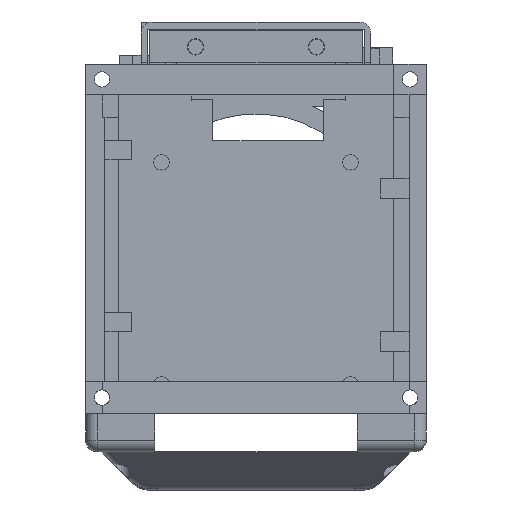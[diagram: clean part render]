
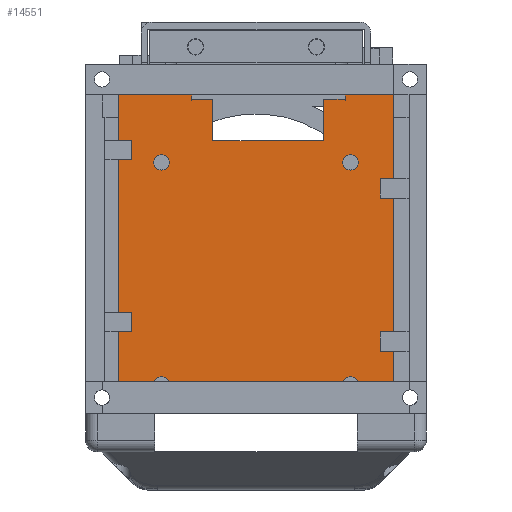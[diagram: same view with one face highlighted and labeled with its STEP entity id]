
A CAD part, front view. The second image highlights one B-rep face of the part: STEP entity #14551.
In plain terms, the highlighted planar face has unit normal (0, -1, 0).
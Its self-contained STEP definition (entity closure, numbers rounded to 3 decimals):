
#524=FACE_BOUND('',#4790,.T.);
#525=FACE_BOUND('',#4791,.T.);
#526=FACE_BOUND('',#4792,.T.);
#527=FACE_BOUND('',#4793,.T.);
#528=FACE_BOUND('',#4794,.T.);
#718=LINE('',#20695,#2362);
#719=LINE('',#20698,#2363);
#727=LINE('',#20715,#2371);
#736=LINE('',#20732,#2380);
#765=LINE('',#20788,#2409);
#768=LINE('',#20796,#2412);
#769=LINE('',#20798,#2413);
#770=LINE('',#20800,#2414);
#771=LINE('',#20801,#2415);
#772=LINE('',#20803,#2416);
#773=LINE('',#20804,#2417);
#774=LINE('',#20805,#2418);
#2362=VECTOR('',#16617,10.);
#2363=VECTOR('',#16620,10.);
#2371=VECTOR('',#16630,10.);
#2380=VECTOR('',#16641,10.);
#2409=VECTOR('',#16682,10.);
#2412=VECTOR('',#16689,10.);
#2413=VECTOR('',#16690,10.);
#2414=VECTOR('',#16691,10.);
#2415=VECTOR('',#16692,10.);
#2416=VECTOR('',#16693,10.);
#2417=VECTOR('',#16694,10.);
#2418=VECTOR('',#16695,10.);
#3994=FACE_OUTER_BOUND('',#4789,.T.);
#4789=EDGE_LOOP('',(#9776,#9777,#9778,#9779));
#4790=EDGE_LOOP('',(#9780,#9781,#9782,#9783,#9784,#9785,#9786,#9787));
#4791=EDGE_LOOP('',(#9788));
#4792=EDGE_LOOP('',(#9789));
#4793=EDGE_LOOP('',(#9790));
#4794=EDGE_LOOP('',(#9791));
#5736=CIRCLE('',#15373,2.);
#5737=CIRCLE('',#15374,2.);
#5738=CIRCLE('',#15375,2.);
#5739=CIRCLE('',#15376,2.);
#6160=VERTEX_POINT('',#20688);
#6163=VERTEX_POINT('',#20693);
#6164=VERTEX_POINT('',#20697);
#6171=VERTEX_POINT('',#20712);
#6172=VERTEX_POINT('',#20714);
#6179=VERTEX_POINT('',#20730);
#6200=VERTEX_POINT('',#20786);
#6202=VERTEX_POINT('',#20794);
#6203=VERTEX_POINT('',#20795);
#6204=VERTEX_POINT('',#20797);
#6205=VERTEX_POINT('',#20799);
#6206=VERTEX_POINT('',#20802);
#6207=VERTEX_POINT('',#20806);
#6208=VERTEX_POINT('',#20808);
#6209=VERTEX_POINT('',#20810);
#6210=VERTEX_POINT('',#20812);
#7560=EDGE_CURVE('',#6163,#6160,#718,.T.);
#7561=EDGE_CURVE('',#6164,#6160,#719,.T.);
#7569=EDGE_CURVE('',#6171,#6172,#727,.T.);
#7578=EDGE_CURVE('',#6171,#6179,#736,.T.);
#7607=EDGE_CURVE('',#6163,#6200,#765,.T.);
#7610=EDGE_CURVE('',#6202,#6203,#768,.T.);
#7611=EDGE_CURVE('',#6204,#6203,#769,.T.);
#7612=EDGE_CURVE('',#6204,#6205,#770,.T.);
#7613=EDGE_CURVE('',#6205,#6202,#771,.T.);
#7614=EDGE_CURVE('',#6200,#6206,#772,.T.);
#7615=EDGE_CURVE('',#6206,#6172,#773,.T.);
#7616=EDGE_CURVE('',#6179,#6164,#774,.T.);
#7617=EDGE_CURVE('',#6207,#6207,#5736,.T.);
#7618=EDGE_CURVE('',#6208,#6208,#5737,.T.);
#7619=EDGE_CURVE('',#6209,#6209,#5738,.T.);
#7620=EDGE_CURVE('',#6210,#6210,#5739,.T.);
#9776=ORIENTED_EDGE('',*,*,#7610,.T.);
#9777=ORIENTED_EDGE('',*,*,#7611,.F.);
#9778=ORIENTED_EDGE('',*,*,#7612,.T.);
#9779=ORIENTED_EDGE('',*,*,#7613,.T.);
#9780=ORIENTED_EDGE('',*,*,#7560,.F.);
#9781=ORIENTED_EDGE('',*,*,#7607,.T.);
#9782=ORIENTED_EDGE('',*,*,#7614,.T.);
#9783=ORIENTED_EDGE('',*,*,#7615,.T.);
#9784=ORIENTED_EDGE('',*,*,#7569,.F.);
#9785=ORIENTED_EDGE('',*,*,#7578,.T.);
#9786=ORIENTED_EDGE('',*,*,#7616,.T.);
#9787=ORIENTED_EDGE('',*,*,#7561,.T.);
#9788=ORIENTED_EDGE('',*,*,#7617,.F.);
#9789=ORIENTED_EDGE('',*,*,#7618,.F.);
#9790=ORIENTED_EDGE('',*,*,#7619,.F.);
#9791=ORIENTED_EDGE('',*,*,#7620,.F.);
#13960=PLANE('',#15372);
#14551=ADVANCED_FACE('',(#3994,#524,#525,#526,#527,#528),#13960,.F.);
#15372=AXIS2_PLACEMENT_3D('',#20793,#16687,#16688);
#15373=AXIS2_PLACEMENT_3D('',#20807,#16696,#16697);
#15374=AXIS2_PLACEMENT_3D('',#20809,#16698,#16699);
#15375=AXIS2_PLACEMENT_3D('',#20811,#16700,#16701);
#15376=AXIS2_PLACEMENT_3D('',#20813,#16702,#16703);
#16617=DIRECTION('',(1.,0.,0.));
#16620=DIRECTION('',(0.,0.,1.));
#16630=DIRECTION('',(1.,0.,0.));
#16641=DIRECTION('',(0.,0.,-1.));
#16682=DIRECTION('',(0.,0.,1.));
#16687=DIRECTION('center_axis',(0.,1.,0.));
#16688=DIRECTION('ref_axis',(1.,0.,0.));
#16689=DIRECTION('',(-1.,0.,0.));
#16690=DIRECTION('',(0.,0.,1.));
#16691=DIRECTION('',(1.,0.,0.));
#16692=DIRECTION('',(0.,0.,1.));
#16693=DIRECTION('',(1.,0.,0.));
#16694=DIRECTION('',(0.,0.,-1.));
#16695=DIRECTION('',(-1.,0.,0.));
#16696=DIRECTION('center_axis',(0.,-1.,0.));
#16697=DIRECTION('ref_axis',(1.,0.,0.));
#16698=DIRECTION('center_axis',(0.,-1.,0.));
#16699=DIRECTION('ref_axis',(1.,0.,0.));
#16700=DIRECTION('center_axis',(0.,-1.,0.));
#16701=DIRECTION('ref_axis',(1.,0.,0.));
#16702=DIRECTION('center_axis',(0.,-1.,0.));
#16703=DIRECTION('ref_axis',(1.,0.,0.));
#20688=CARTESIAN_POINT('',(-11.3,0.,34.3));
#20693=CARTESIAN_POINT('',(-16.8,0.,34.3));
#20695=CARTESIAN_POINT('',(-21.7,0.,34.3));
#20697=CARTESIAN_POINT('',(-11.3,0.,23.5));
#20698=CARTESIAN_POINT('',(-11.3,0.,11.75));
#20712=CARTESIAN_POINT('',(17.7,0.,34.3));
#20714=CARTESIAN_POINT('',(23.3,0.,34.3));
#20715=CARTESIAN_POINT('',(-21.7,0.,34.3));
#20730=CARTESIAN_POINT('',(17.7,0.,23.5));
#20732=CARTESIAN_POINT('',(17.7,0.,15.25));
#20786=CARTESIAN_POINT('',(-16.8,0.,36.3));
#20788=CARTESIAN_POINT('',(-16.8,0.,17.15));
#20793=CARTESIAN_POINT('Origin',(0.,0.,0.));
#20794=CARTESIAN_POINT('',(36.,0.,43.5));
#20795=CARTESIAN_POINT('',(-36.,0.,43.5));
#20796=CARTESIAN_POINT('',(28.,0.,43.5));
#20797=CARTESIAN_POINT('',(-36.,0.,-43.5));
#20798=CARTESIAN_POINT('',(-36.,0.,-43.5));
#20799=CARTESIAN_POINT('',(36.,0.,-43.5));
#20800=CARTESIAN_POINT('',(28.,0.,-43.5));
#20801=CARTESIAN_POINT('',(36.,0.,-43.5));
#20802=CARTESIAN_POINT('',(23.3,0.,36.3));
#20803=CARTESIAN_POINT('',(-8.4,0.,36.3));
#20804=CARTESIAN_POINT('',(23.3,0.,18.15));
#20805=CARTESIAN_POINT('',(8.85,0.,23.5));
#20806=CARTESIAN_POINT('',(22.7,0.,17.8));
#20807=CARTESIAN_POINT('Origin',(24.7,0.,17.8));
#20808=CARTESIAN_POINT('',(22.7,0.,-40.2));
#20809=CARTESIAN_POINT('Origin',(24.7,0.,-40.2));
#20810=CARTESIAN_POINT('',(-26.7,0.,-40.2));
#20811=CARTESIAN_POINT('Origin',(-24.7,0.,-40.2));
#20812=CARTESIAN_POINT('',(-26.7,0.,17.8));
#20813=CARTESIAN_POINT('Origin',(-24.7,0.,17.8));
